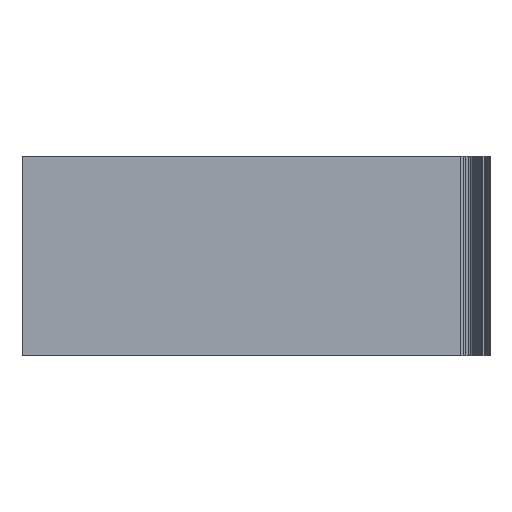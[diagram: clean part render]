
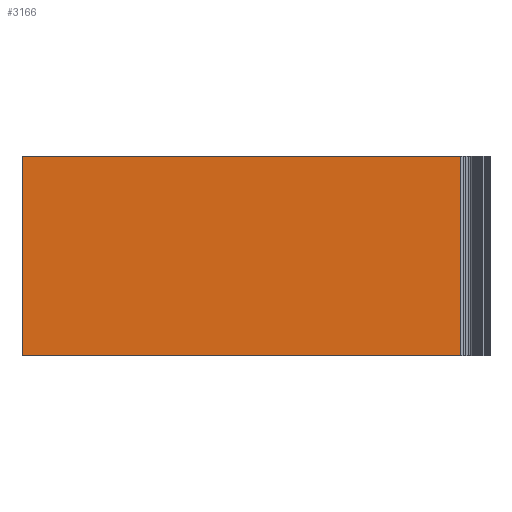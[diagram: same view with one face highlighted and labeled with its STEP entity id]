
A CAD part, front view. The second image highlights one B-rep face of the part: STEP entity #3166.
In plain terms, the highlighted planar face has unit normal (0, -1, 0).
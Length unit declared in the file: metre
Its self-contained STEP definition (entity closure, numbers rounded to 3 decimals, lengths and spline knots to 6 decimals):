
#44=ORIENTED_EDGE('',*,*,#979,.T.);
#45=ORIENTED_EDGE('',*,*,#980,.F.);
#46=ORIENTED_EDGE('',*,*,#981,.F.);
#47=ORIENTED_EDGE('',*,*,#977,.T.);
#977=EDGE_CURVE('',#1443,#1442,#1759,.T.);
#979=EDGE_CURVE('',#1442,#1444,#1761,.T.);
#980=EDGE_CURVE('',#1445,#1444,#1762,.T.);
#981=EDGE_CURVE('',#1443,#1445,#1763,.T.);
#1442=VERTEX_POINT('',#4337);
#1443=VERTEX_POINT('',#4339);
#1444=VERTEX_POINT('',#4343);
#1445=VERTEX_POINT('',#4345);
#1759=LINE('',#4338,#2229);
#1761=LINE('',#4342,#2231);
#1762=LINE('',#4344,#2232);
#1763=LINE('',#4346,#2233);
#2229=VECTOR('',#3534,1.);
#2231=VECTOR('',#3538,1.);
#2232=VECTOR('',#3539,1.);
#2233=VECTOR('',#3540,1.);
#2682=EDGE_LOOP('',(#44,#45,#46,#47));
#2844=FACE_BOUND('',#2682,.T.);
#3006=PLANE('',#3339);
#3166=ADVANCED_FACE('',(#2844),#3006,.F.);
#3339=AXIS2_PLACEMENT_3D('',#4341,#3536,#3537);
#3534=DIRECTION('',(0.,0.,-1.));
#3536=DIRECTION('',(0.,1.,0.));
#3537=DIRECTION('',(-1.,0.,0.));
#3538=DIRECTION('',(1.,0.,0.));
#3539=DIRECTION('',(0.,0.,-1.));
#3540=DIRECTION('',(1.,0.,0.));
#4337=CARTESIAN_POINT('',(-0.057205,-0.0075,0.));
#4338=CARTESIAN_POINT('',(-0.057205,-0.0075,0.025));
#4339=CARTESIAN_POINT('',(-0.057205,-0.0075,0.025));
#4341=CARTESIAN_POINT('',(-0.029705,-0.0075,0.025));
#4342=CARTESIAN_POINT('',(-0.029705,-0.0075,0.));
#4343=CARTESIAN_POINT('',(-0.002205,-0.0075,0.));
#4344=CARTESIAN_POINT('',(-0.002205,-0.0075,0.025));
#4345=CARTESIAN_POINT('',(-0.002205,-0.0075,0.025));
#4346=CARTESIAN_POINT('',(-0.029705,-0.0075,0.025));
